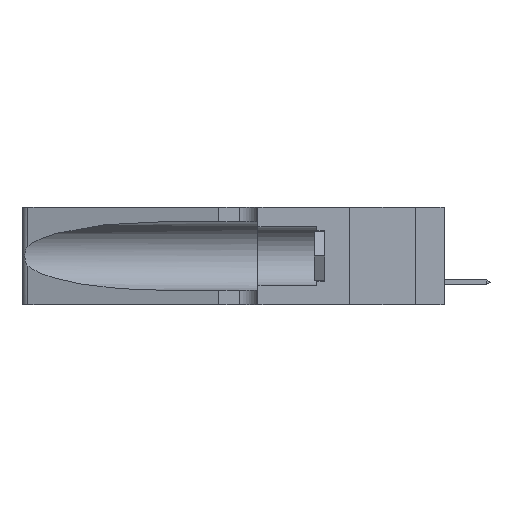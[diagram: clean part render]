
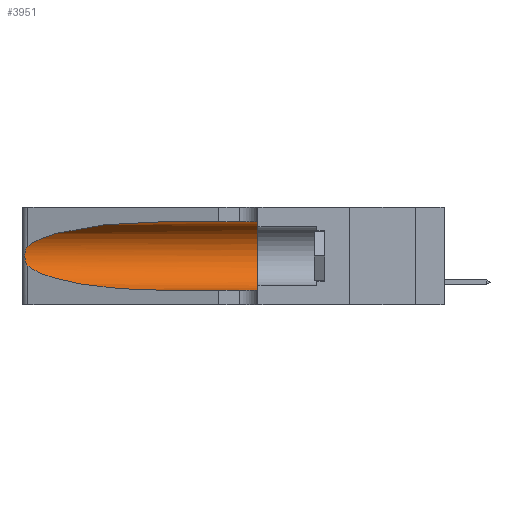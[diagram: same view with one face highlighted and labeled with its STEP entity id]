
A CAD part, left-side view. The second image highlights one B-rep face of the part: STEP entity #3951.
In plain terms, the highlighted cylindrical face has radius 3.308 mm (diameter 6.617 mm), a partial arc.
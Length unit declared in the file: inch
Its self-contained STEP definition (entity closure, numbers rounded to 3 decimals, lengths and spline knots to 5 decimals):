
#1631 = CARTESIAN_POINT ( 'NONE',  ( 0.26075, 1.23896, 0.178 ) ) ;
#3808 = DIRECTION ( 'NONE',  ( 0., 1., 0. ) ) ;
#3948 = CARTESIAN_POINT ( 'NONE',  ( 0.25854, 1.2359, 0.20912 ) ) ;
#3951 = ADVANCED_FACE ( 'NONE', ( #27367 ), #21662, .F. ) ;
#4398 = CARTESIAN_POINT ( 'NONE',  ( 0.25639, 1.23184, 0.21858 ) ) ;
#4416 = ORIENTED_EDGE ( 'NONE', *, *, #44353, .T. ) ;
#4555 = CARTESIAN_POINT ( 'NONE',  ( 0.25487, 1.22718, 0.22369 ) ) ;
#4868 = CARTESIAN_POINT ( 'NONE',  ( 0.18966, 0.96281, 0.31525 ) ) ;
#5346 = CARTESIAN_POINT ( 'NONE',  ( 0.25856, 1.23593, 0.16098 ) ) ;
#6775 = LINE ( 'NONE', #16536, #21719 ) ;
#6996 = EDGE_LOOP ( 'NONE', ( #33219, #40048, #4416, #12017, #34682, #46407 ) ) ;
#7642 = CARTESIAN_POINT ( 'NONE',  ( 0.26018, 1.23835, 0.19895 ) ) ;
#8172 = VERTEX_POINT ( 'NONE', #17463 ) ;
#8469 = DIRECTION ( 'NONE',  ( 0., -1., 0. ) ) ;
#8517 = CARTESIAN_POINT ( 'NONE',  ( 0.1305, 0.72297, 0.05475 ) ) ;
#9894 = AXIS2_PLACEMENT_3D ( 'NONE', #44210, #3808, #36940 ) ;
#11109 = VERTEX_POINT ( 'NONE', #36727 ) ;
#11662 = DIRECTION ( 'NONE',  ( 0., -1., 0. ) ) ;
#12017 = ORIENTED_EDGE ( 'NONE', *, *, #17546, .T. ) ;
#12448 = CARTESIAN_POINT ( 'NONE',  ( 0.1305, 0.72297, 0.31525 ) ) ;
#13298 = B_SPLINE_CURVE_WITH_KNOTS ( 'NONE', 3,
 ( #22112, #40617, #4398, #44332, #3948, #7642, #41539, #1631, #27194, #5346, #34278, #34113, #15955, #19801 ),
 .UNSPECIFIED., .F., .F.,
 ( 4, 2, 2, 2, 2, 2, 4 ),
 ( 0., 0.00027, 0.00053, 0.00107, 0.0016, 0.00187, 0.00214 ),
 .UNSPECIFIED. ) ;
#15138 = CARTESIAN_POINT ( 'NONE',  ( 0.25487, 1.22718, 0.14631 ) ) ;
#15955 = CARTESIAN_POINT ( 'NONE',  ( 0.25555, 1.22993, 0.14849 ) ) ;
#16536 = CARTESIAN_POINT ( 'NONE',  ( 0.1305, 1.61858, 0.05475 ) ) ;
#17327 = CARTESIAN_POINT ( 'NONE',  ( 0.25487, 1.22718, 0.14631 ) ) ;
#17463 = CARTESIAN_POINT ( 'NONE',  ( 0.1305, 0.35, 0.31525 ) ) ;
#17546 = EDGE_CURVE ( 'NONE', #22110, #30366, #6775, .T. ) ;
#19594 = EDGE_CURVE ( 'NONE', #37611, #8172, #42814, .T. ) ;
#19801 = CARTESIAN_POINT ( 'NONE',  ( 0.25487, 1.22718, 0.14631 ) ) ;
#21662 = CYLINDRICAL_SURFACE ( 'NONE', #44901, 0.13025 ) ;
#21719 = VECTOR ( 'NONE', #23779, 39.37008 ) ;
#22110 = VERTEX_POINT ( 'NONE', #41672 ) ;
#22112 = CARTESIAN_POINT ( 'NONE',  ( 0.25487, 1.22718, 0.22369 ) ) ;
#23140 = CARTESIAN_POINT ( 'NONE',  ( 0.18966, 0.96281, 0.05475 ) ) ;
#23415 = DIRECTION ( 'NONE',  ( 0., 0., -1. ) ) ;
#23779 = DIRECTION ( 'NONE',  ( 0., -1., 0. ) ) ;
#25578 = EDGE_CURVE ( 'NONE', #11109, #29345, #13298, .T. ) ;
#27047 = CARTESIAN_POINT ( 'NONE',  ( 0.2373, 1.15595, 0.28018 ) ) ;
#27175 = CARTESIAN_POINT ( 'NONE',  ( 0.1305, 0.35, 0.05475 ) ) ;
#27194 = CARTESIAN_POINT ( 'NONE',  ( 0.26017, 1.23833, 0.17102 ) ) ;
#27367 = FACE_OUTER_BOUND ( 'NONE', #6996, .T. ) ;
#29211 = EDGE_CURVE ( 'NONE', #8172, #30366, #36243, .T. ) ;
#29345 = VERTEX_POINT ( 'NONE', #17327 ) ;
#30123 = CARTESIAN_POINT ( 'NONE',  ( 0.1305, 0.72297, 0.31525 ) ) ;
#30366 = VERTEX_POINT ( 'NONE', #27175 ) ;
#32991 = VECTOR ( 'NONE', #11662, 39.37008 ) ;
#33219 = ORIENTED_EDGE ( 'NONE', *, *, #42974, .T. ) ;
#34113 = CARTESIAN_POINT ( 'NONE',  ( 0.25639, 1.23186, 0.15144 ) ) ;
#34278 = CARTESIAN_POINT ( 'NONE',  ( 0.25789, 1.23486, 0.15765 ) ) ;
#34682 = ORIENTED_EDGE ( 'NONE', *, *, #29211, .F. ) ;
#36243 = CIRCLE ( 'NONE', #9894, 0.13025 ) ;
#36727 = CARTESIAN_POINT ( 'NONE',  ( 0.25487, 1.22718, 0.22369 ) ) ;
#36940 = DIRECTION ( 'NONE',  ( 0., 0., 1. ) ) ;
#37322 = CARTESIAN_POINT ( 'NONE',  ( 0.2373, 1.15595, 0.08982 ) ) ;
#37611 = VERTEX_POINT ( 'NONE', #30123 ) ;
#38030 = CARTESIAN_POINT ( 'NONE',  ( 0.1305, 1.61858, 0.185 ) ) ;
#38496 = CARTESIAN_POINT ( 'NONE',  ( 0.1305, 1.61858, 0.31525 ) ) ;
#40048 = ORIENTED_EDGE ( 'NONE', *, *, #25578, .T. ) ;
#40617 = CARTESIAN_POINT ( 'NONE',  ( 0.25555, 1.22994, 0.2215 ) ) ;
#41539 = CARTESIAN_POINT ( 'NONE',  ( 0.26075, 1.23896, 0.19203 ) ) ;
#41672 = CARTESIAN_POINT ( 'NONE',  ( 0.1305, 0.72297, 0.05475 ) ) ;
#42468 =( BOUNDED_CURVE ( )  B_SPLINE_CURVE ( 3, ( #15138, #37322, #23140, #8517 ),
 .UNSPECIFIED., .F., .T. ) 
 B_SPLINE_CURVE_WITH_KNOTS ( ( 4, 4 ),
 ( 3.44316, 4.71239 ),
 .UNSPECIFIED. ) 
 CURVE ( )  GEOMETRIC_REPRESENTATION_ITEM ( )  RATIONAL_B_SPLINE_CURVE ( ( 1., 0.87, 0.87, 1. ) ) 
 REPRESENTATION_ITEM ( '' )  );
#42814 = LINE ( 'NONE', #38496, #32991 ) ;
#42974 = EDGE_CURVE ( 'NONE', #37611, #11109, #45951, .T. ) ;
#44210 = CARTESIAN_POINT ( 'NONE',  ( 0.1305, 0.35, 0.185 ) ) ;
#44332 = CARTESIAN_POINT ( 'NONE',  ( 0.25787, 1.23484, 0.2124 ) ) ;
#44353 = EDGE_CURVE ( 'NONE', #29345, #22110, #42468, .T. ) ;
#44901 = AXIS2_PLACEMENT_3D ( 'NONE', #38030, #8469, #23415 ) ;
#45951 =( BOUNDED_CURVE ( )  B_SPLINE_CURVE ( 3, ( #12448, #4868, #27047, #4555 ),
 .UNSPECIFIED., .F., .F. ) 
 B_SPLINE_CURVE_WITH_KNOTS ( ( 4, 4 ),
 ( 1.5708, 2.84003 ),
 .UNSPECIFIED. ) 
 CURVE ( )  GEOMETRIC_REPRESENTATION_ITEM ( )  RATIONAL_B_SPLINE_CURVE ( ( 1., 0.87, 0.87, 1. ) ) 
 REPRESENTATION_ITEM ( '' )  );
#46407 = ORIENTED_EDGE ( 'NONE', *, *, #19594, .F. ) ;
